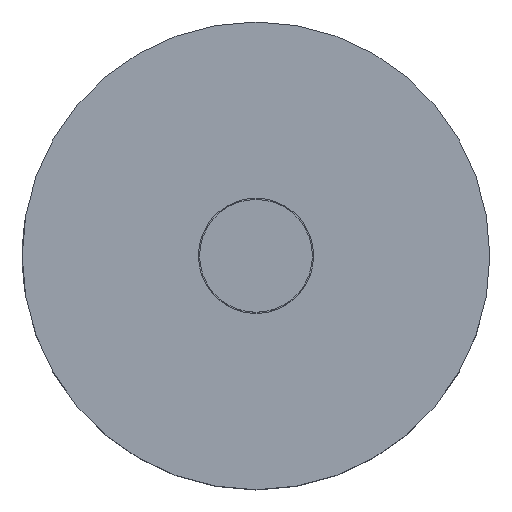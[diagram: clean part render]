
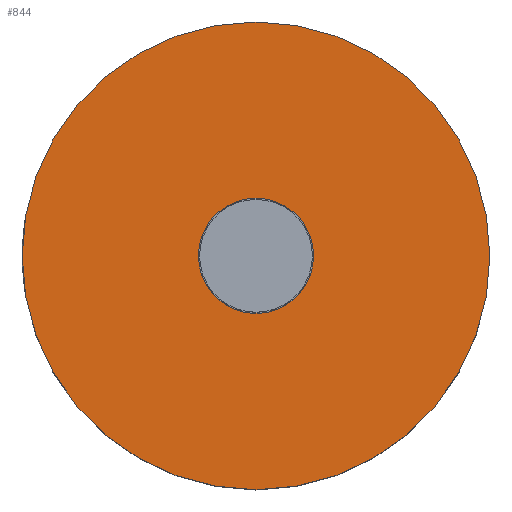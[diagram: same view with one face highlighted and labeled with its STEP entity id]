
A CAD part, top view. The second image highlights one B-rep face of the part: STEP entity #844.
In plain terms, the highlighted planar face has unit normal (0, 0, 1).
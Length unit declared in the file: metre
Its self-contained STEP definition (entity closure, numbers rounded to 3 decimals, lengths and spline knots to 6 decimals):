
#28=PLANE('',#949);
#249=ORIENTED_EDGE('',*,*,#481,.F.);
#250=ORIENTED_EDGE('',*,*,#471,.T.);
#471=EDGE_CURVE('',#590,#590,#669,.T.);
#481=EDGE_CURVE('',#596,#596,#673,.T.);
#590=VERTEX_POINT('',#1309);
#596=VERTEX_POINT('',#1328);
#669=CIRCLE('',#941,0.019382);
#673=CIRCLE('',#948,0.004775);
#713=EDGE_LOOP('',(#249));
#714=EDGE_LOOP('',(#250));
#775=FACE_BOUND('',#713,.T.);
#776=FACE_BOUND('',#714,.T.);
#844=ADVANCED_FACE('',(#775,#776),#28,.T.);
#941=AXIS2_PLACEMENT_3D('',#1308,#1042,#1043);
#948=AXIS2_PLACEMENT_3D('',#1327,#1062,#1063);
#949=AXIS2_PLACEMENT_3D('',#1329,#1064,#1065);
#1042=DIRECTION('',(0.,0.,1.));
#1043=DIRECTION('',(1.,0.,0.));
#1062=DIRECTION('',(0.,0.,1.));
#1063=DIRECTION('',(1.,0.,0.));
#1064=DIRECTION('',(0.,0.,1.));
#1065=DIRECTION('',(1.,0.,0.));
#1308=CARTESIAN_POINT('',(0.,0.,0.0133));
#1309=CARTESIAN_POINT('',(0.019382,0.,0.0133));
#1327=CARTESIAN_POINT('',(0.,0.,0.0133));
#1328=CARTESIAN_POINT('',(0.004775,0.,0.0133));
#1329=CARTESIAN_POINT('',(0.,0.,0.0133));
